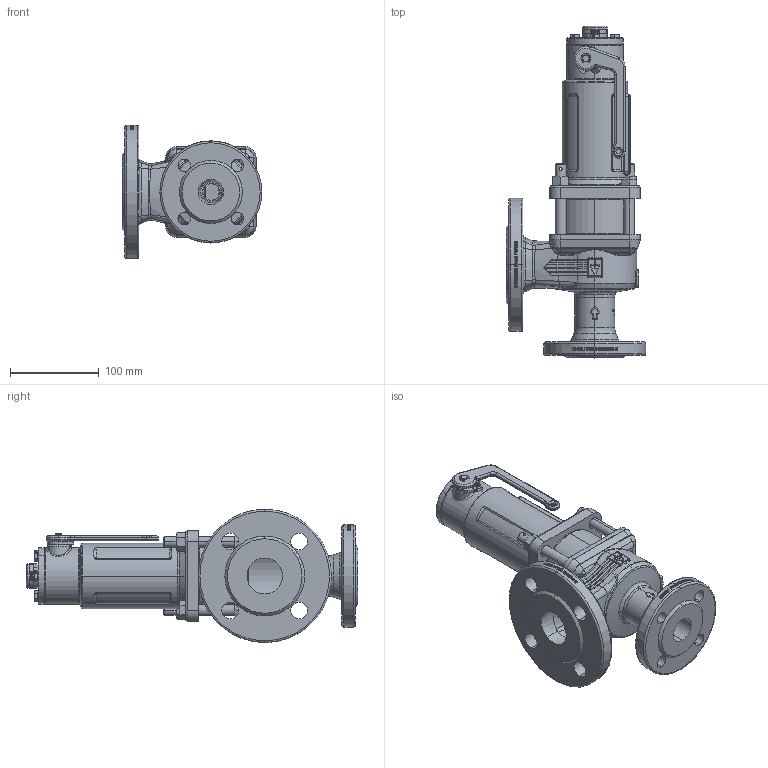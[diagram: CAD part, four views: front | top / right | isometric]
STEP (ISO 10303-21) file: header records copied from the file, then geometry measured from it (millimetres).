
FILE_DESCRIPTION (( 'STEP AP214' ), '1' );
FILE_NAME ('355TBGFL_25_FLFL_2540_MD.STEP', '2020-09-01T08:17:47', ( '' ), ( '' ), 'SwSTEP 2.0', 'SolidWorks 2020', '' );
FILE_SCHEMA (( 'AUTOMOTIVE_DESIGN' ));
Length unit declared in the file: millimetre
Products named in the file (1): 355TBGFL_25_FLFL_2540_MD
Bounding box: 157.5 x 374 x 150 mm (x, y, z)
Volume: 1342247 mm3; surface area: 334499.9 mm2
Topology: 22 solids, 22 shells, 2234 faces, 5980 edges, 3990 vertices
Faces by surface type: bspline 649, cylinder 611, plane 583, cone 235, torus 128, sphere 28
Entity records: 169849 total; most frequent: CARTESIAN_POINT 93705, ORIENTED_EDGE 11874, DIRECTION 8975, EDGE_CURVE 5937, VERTEX_POINT 3987, AXIS2_PLACEMENT_3D 3605, EDGE_LOOP 2554, UNCERTAINTY_MEASURE_WITH_UNIT 2246
